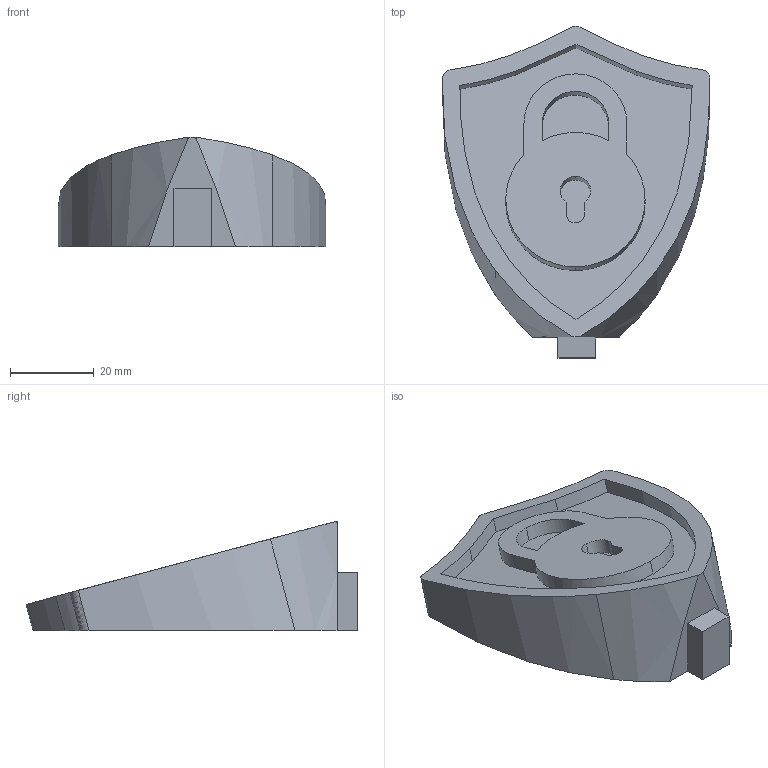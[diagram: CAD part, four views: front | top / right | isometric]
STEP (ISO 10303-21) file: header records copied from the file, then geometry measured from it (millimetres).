
FILE_DESCRIPTION(/* description */ (''),/* implementation_level */ '2;1');
FILE_NAME(/* name */ 'Cyber_Champion_Shield.step',/* time_stamp */ '2023-04-13T09:15:24+02:00',/* author */ (''),/* organization */ (''),/* preprocessor_version */ 'ST-DEVELOPER v19.2',/* originating_system */ 'Autodesk Translation Framework v12.4.0.73',/* authorisation */ '');
FILE_SCHEMA (('AUTOMOTIVE_DESIGN { 1 0 10303 214 3 1 1 }'));
Length unit declared in the file: millimetre
Products named in the file (1): Lock-Body-1
Bounding box: 63.75 x 79.14 x 26.19 mm (x, y, z)
Volume: 49652.2 mm3; surface area: 12047.9 mm2
Topology: 1 solids, 1 shells, 54 faces, 144 edges, 96 vertices
Faces by surface type: bspline 37, plane 17
Entity records: 1930 total; most frequent: CARTESIAN_POINT 897, ORIENTED_EDGE 288, EDGE_CURVE 144, DIRECTION 104, VERTEX_POINT 96, LINE 68, VECTOR 68, EDGE_LOOP 58
